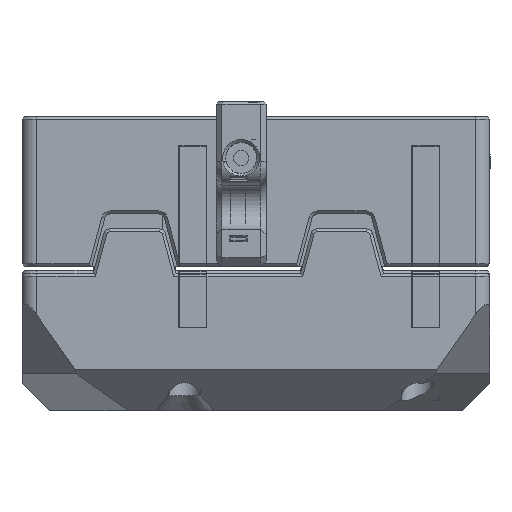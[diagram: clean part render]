
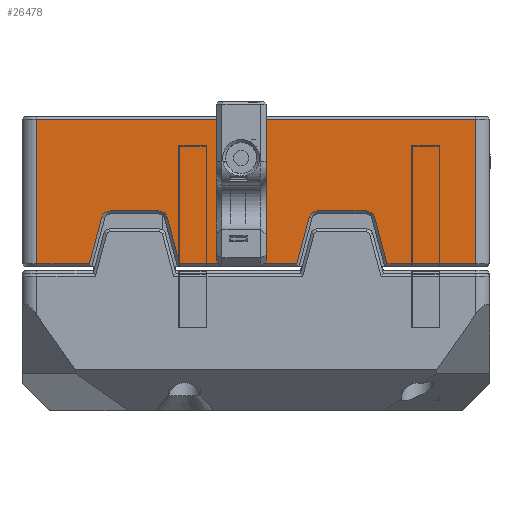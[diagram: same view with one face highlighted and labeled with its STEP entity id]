
A CAD part, left-side view. The second image highlights one B-rep face of the part: STEP entity #26478.
In plain terms, the highlighted face is planar.
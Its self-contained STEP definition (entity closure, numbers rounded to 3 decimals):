
#809=FACE_BOUND('',#3592,.T.);
#810=FACE_BOUND('',#3593,.T.);
#973=PLANE('',#28323);
#2069=FACE_OUTER_BOUND('',#3591,.T.);
#3591=EDGE_LOOP('',(#18810,#18811,#18812,#18813,#18814,#18815,#18816,#18817,
#18818,#18819,#18820,#18821,#18822,#18823,#18824,#18825));
#3592=EDGE_LOOP('',(#18826,#18827,#18828,#18829));
#3593=EDGE_LOOP('',(#18830));
#5264=LINE('',#38716,#8297);
#5265=LINE('',#38718,#8298);
#5266=LINE('',#38720,#8299);
#5267=LINE('',#38722,#8300);
#5268=LINE('',#38726,#8301);
#5269=LINE('',#38730,#8302);
#5270=LINE('',#38732,#8303);
#5271=LINE('',#38734,#8304);
#5272=LINE('',#38738,#8305);
#5273=LINE('',#38742,#8306);
#5274=LINE('',#38744,#8307);
#5275=LINE('',#38745,#8308);
#5276=LINE('',#38748,#8309);
#5277=LINE('',#38750,#8310);
#5278=LINE('',#38752,#8311);
#5279=LINE('',#38753,#8312);
#8297=VECTOR('',#30934,10.);
#8298=VECTOR('',#30935,10.);
#8299=VECTOR('',#30936,10.);
#8300=VECTOR('',#30937,10.);
#8301=VECTOR('',#30940,10.);
#8302=VECTOR('',#30943,10.);
#8303=VECTOR('',#30944,10.);
#8304=VECTOR('',#30945,10.);
#8305=VECTOR('',#30948,10.);
#8306=VECTOR('',#30951,10.);
#8307=VECTOR('',#30952,10.);
#8308=VECTOR('',#30953,10.);
#8309=VECTOR('',#30954,10.);
#8310=VECTOR('',#30955,10.);
#8311=VECTOR('',#30956,10.);
#8312=VECTOR('',#30957,10.);
#11216=CIRCLE('',#28320,3.75);
#11218=CIRCLE('',#28324,3.);
#11219=CIRCLE('',#28325,3.);
#11220=CIRCLE('',#28326,3.);
#11221=CIRCLE('',#28327,3.);
#12003=VERTEX_POINT('',#38706);
#12005=VERTEX_POINT('',#38714);
#12006=VERTEX_POINT('',#38715);
#12007=VERTEX_POINT('',#38717);
#12008=VERTEX_POINT('',#38719);
#12009=VERTEX_POINT('',#38721);
#12010=VERTEX_POINT('',#38723);
#12011=VERTEX_POINT('',#38725);
#12012=VERTEX_POINT('',#38727);
#12013=VERTEX_POINT('',#38729);
#12014=VERTEX_POINT('',#38731);
#12015=VERTEX_POINT('',#38733);
#12016=VERTEX_POINT('',#38735);
#12017=VERTEX_POINT('',#38737);
#12018=VERTEX_POINT('',#38739);
#12019=VERTEX_POINT('',#38741);
#12020=VERTEX_POINT('',#38743);
#12021=VERTEX_POINT('',#38746);
#12022=VERTEX_POINT('',#38747);
#12023=VERTEX_POINT('',#38749);
#12024=VERTEX_POINT('',#38751);
#14614=EDGE_CURVE('',#12003,#12003,#11216,.T.);
#14618=EDGE_CURVE('',#12005,#12006,#5264,.T.);
#14619=EDGE_CURVE('',#12007,#12005,#5265,.T.);
#14620=EDGE_CURVE('',#12007,#12008,#5266,.T.);
#14621=EDGE_CURVE('',#12009,#12008,#5267,.T.);
#14622=EDGE_CURVE('',#12010,#12009,#11218,.T.);
#14623=EDGE_CURVE('',#12011,#12010,#5268,.T.);
#14624=EDGE_CURVE('',#12012,#12011,#11219,.T.);
#14625=EDGE_CURVE('',#12013,#12012,#5269,.T.);
#14626=EDGE_CURVE('',#12013,#12014,#5270,.T.);
#14627=EDGE_CURVE('',#12015,#12014,#5271,.T.);
#14628=EDGE_CURVE('',#12016,#12015,#11220,.T.);
#14629=EDGE_CURVE('',#12017,#12016,#5272,.T.);
#14630=EDGE_CURVE('',#12018,#12017,#11221,.T.);
#14631=EDGE_CURVE('',#12019,#12018,#5273,.T.);
#14632=EDGE_CURVE('',#12019,#12020,#5274,.T.);
#14633=EDGE_CURVE('',#12006,#12020,#5275,.T.);
#14634=EDGE_CURVE('',#12021,#12022,#5276,.T.);
#14635=EDGE_CURVE('',#12023,#12021,#5277,.T.);
#14636=EDGE_CURVE('',#12024,#12023,#5278,.T.);
#14637=EDGE_CURVE('',#12022,#12024,#5279,.T.);
#18810=ORIENTED_EDGE('',*,*,#14618,.F.);
#18811=ORIENTED_EDGE('',*,*,#14619,.F.);
#18812=ORIENTED_EDGE('',*,*,#14620,.T.);
#18813=ORIENTED_EDGE('',*,*,#14621,.F.);
#18814=ORIENTED_EDGE('',*,*,#14622,.F.);
#18815=ORIENTED_EDGE('',*,*,#14623,.F.);
#18816=ORIENTED_EDGE('',*,*,#14624,.F.);
#18817=ORIENTED_EDGE('',*,*,#14625,.F.);
#18818=ORIENTED_EDGE('',*,*,#14626,.T.);
#18819=ORIENTED_EDGE('',*,*,#14627,.F.);
#18820=ORIENTED_EDGE('',*,*,#14628,.F.);
#18821=ORIENTED_EDGE('',*,*,#14629,.F.);
#18822=ORIENTED_EDGE('',*,*,#14630,.F.);
#18823=ORIENTED_EDGE('',*,*,#14631,.F.);
#18824=ORIENTED_EDGE('',*,*,#14632,.T.);
#18825=ORIENTED_EDGE('',*,*,#14633,.F.);
#18826=ORIENTED_EDGE('',*,*,#14634,.F.);
#18827=ORIENTED_EDGE('',*,*,#14635,.F.);
#18828=ORIENTED_EDGE('',*,*,#14636,.F.);
#18829=ORIENTED_EDGE('',*,*,#14637,.F.);
#18830=ORIENTED_EDGE('',*,*,#14614,.F.);
#26478=ADVANCED_FACE('',(#2069,#809,#810),#973,.T.);
#28320=AXIS2_PLACEMENT_3D('',#38707,#30924,#30925);
#28323=AXIS2_PLACEMENT_3D('',#38713,#30932,#30933);
#28324=AXIS2_PLACEMENT_3D('',#38724,#30938,#30939);
#28325=AXIS2_PLACEMENT_3D('',#38728,#30941,#30942);
#28326=AXIS2_PLACEMENT_3D('',#38736,#30946,#30947);
#28327=AXIS2_PLACEMENT_3D('',#38740,#30949,#30950);
#30924=DIRECTION('center_axis',(1.,0.,0.));
#30925=DIRECTION('ref_axis',(0.,1.,0.));
#30932=DIRECTION('center_axis',(1.,0.,0.));
#30933=DIRECTION('ref_axis',(0.,0.,
-1.));
#30934=DIRECTION('',(0.,0.,-1.));
#30935=DIRECTION('',(0.,1.,0.));
#30936=DIRECTION('',(0.,0.,-1.));
#30937=DIRECTION('',(0.,-0.966,0.258));
#30938=DIRECTION('center_axis',(1.,0.,0.));
#30939=DIRECTION('ref_axis',(0.,0.793,0.609));
#30940=DIRECTION('',(0.,0.,1.));
#30941=DIRECTION('center_axis',(1.,0.,0.));
#30942=DIRECTION('ref_axis',(0.,0.793,-0.609));
#30943=DIRECTION('',(0.,0.966,0.258));
#30944=DIRECTION('',(0.,0.,-1.));
#30945=DIRECTION('',(0.,-0.966,0.258));
#30946=DIRECTION('center_axis',(1.,0.,0.));
#30947=DIRECTION('ref_axis',(0.,0.793,0.609));
#30948=DIRECTION('',(0.,0.,1.));
#30949=DIRECTION('center_axis',(1.,0.,0.));
#30950=DIRECTION('ref_axis',(0.,0.793,-0.609));
#30951=DIRECTION('',(0.,0.966,0.258));
#30952=DIRECTION('',(0.,0.,-1.));
#30953=DIRECTION('',(0.,-1.,0.));
#30954=DIRECTION('',(0.,0.,-1.));
#30955=DIRECTION('',(0.,-1.,0.));
#30956=DIRECTION('',(0.,0.,1.));
#30957=DIRECTION('',(0.,1.,0.));
#38706=CARTESIAN_POINT('',(55.161,34.761,366.));
#38707=CARTESIAN_POINT('Origin',(55.161,38.511,366.));
#38713=CARTESIAN_POINT('Origin',(55.161,45.676,359.574));
#38714=CARTESIAN_POINT('',(55.161,51.67,435.));
#38715=CARTESIAN_POINT('',(55.161,51.67,287.));
#38716=CARTESIAN_POINT('',(55.161,51.67,366.074));
#38717=CARTESIAN_POINT('',(55.161,2.793,435.));
#38718=CARTESIAN_POINT('',(55.161,45.676,435.));
#38719=CARTESIAN_POINT('',(55.161,2.793,417.224));
#38720=CARTESIAN_POINT('',(55.161,2.793,295.574));
#38721=CARTESIAN_POINT('',(55.161,18.395,413.064));
#38722=CARTESIAN_POINT('',(55.161,32.409,409.327));
#38723=CARTESIAN_POINT('',(55.161,20.622,410.165));
#38724=CARTESIAN_POINT('Origin',(55.161,17.622,410.165));
#38725=CARTESIAN_POINT('',(55.161,20.622,393.835));
#38726=CARTESIAN_POINT('',(55.161,20.622,360.287));
#38727=CARTESIAN_POINT('',(55.161,18.395,390.936));
#38728=CARTESIAN_POINT('Origin',(55.161,17.622,393.835));
#38729=CARTESIAN_POINT('',(55.161,2.793,386.776));
#38730=CARTESIAN_POINT('',(55.161,21.847,391.857));
#38731=CARTESIAN_POINT('',(55.161,2.793,347.224));
#38732=CARTESIAN_POINT('',(55.161,2.793,295.574));
#38733=CARTESIAN_POINT('',(55.161,18.395,343.064));
#38734=CARTESIAN_POINT('',(55.161,23.696,341.65));
#38735=CARTESIAN_POINT('',(55.161,20.622,340.165));
#38736=CARTESIAN_POINT('Origin',(55.161,17.622,340.165));
#38737=CARTESIAN_POINT('',(55.161,20.622,323.835));
#38738=CARTESIAN_POINT('',(55.161,20.622,360.287));
#38739=CARTESIAN_POINT('',(55.161,18.395,320.936));
#38740=CARTESIAN_POINT('Origin',(55.161,17.622,323.835));
#38741=CARTESIAN_POINT('',(55.161,2.793,316.776));
#38742=CARTESIAN_POINT('',(55.161,30.561,324.18));
#38743=CARTESIAN_POINT('',(55.161,2.793,287.));
#38744=CARTESIAN_POINT('',(55.161,2.793,295.574));
#38745=CARTESIAN_POINT('',(55.161,45.676,287.));
#38746=CARTESIAN_POINT('',(55.161,6.279,370.));
#38747=CARTESIAN_POINT('',(55.161,6.279,362.));
#38748=CARTESIAN_POINT('',(55.161,6.279,363.787));
#38749=CARTESIAN_POINT('',(55.161,30.279,370.));
#38750=CARTESIAN_POINT('',(55.161,36.977,370.));
#38751=CARTESIAN_POINT('',(55.161,30.279,362.));
#38752=CARTESIAN_POINT('',(55.161,30.279,361.787));
#38753=CARTESIAN_POINT('',(55.161,26.977,362.));
